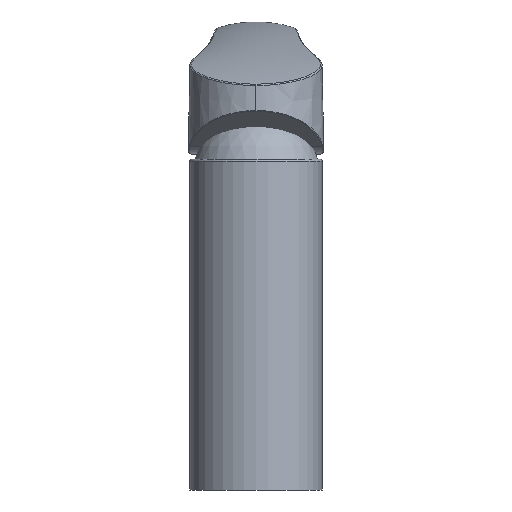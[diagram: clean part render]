
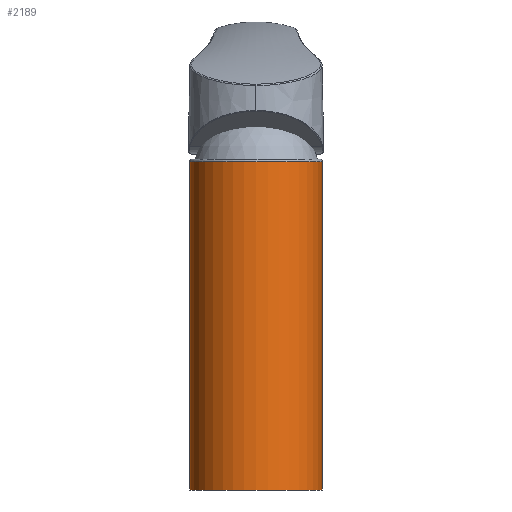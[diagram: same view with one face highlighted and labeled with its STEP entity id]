
A CAD part, left-side view. The second image highlights one B-rep face of the part: STEP entity #2189.
In plain terms, the highlighted cylindrical face has radius 25.5 mm (diameter 51 mm), a full revolution.
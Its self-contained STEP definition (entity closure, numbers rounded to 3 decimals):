
#69=CYLINDRICAL_SURFACE('',#2370,25.5);
#112=CIRCLE('',#2371,25.5);
#113=CIRCLE('',#2372,25.5);
#357=B_SPLINE_CURVE_WITH_KNOTS('',3,(#10344,#10345,#10346,#10347,#10348,
#10349,#10350),.UNSPECIFIED.,.F.,.F.,(4,1,1,1,4),(0.,0.006,
0.012,0.017,0.023),.UNSPECIFIED.);
#358=B_SPLINE_CURVE_WITH_KNOTS('',3,(#10353,#10354,#10355,#10356,#10357,
#10358,#10359,#10360,#10361,#10362,#10363,#10364,#10365,#10366,#10367,#10368,
#10369,#10370,#10371,#10372,#10373,#10374,#10375,#10376,#10377,#10378),
 .UNSPECIFIED.,.F.,.F.,(4,1,1,1,1,1,1,1,1,1,1,1,1,1,1,1,1,1,1,1,1,1,1,4),
(0.,0.005,0.01,0.015,0.02,
0.022,0.024,0.027,0.029,
0.034,0.037,0.039,0.042,
0.044,0.046,0.049,0.054,
0.056,0.059,0.061,0.064,
0.068,0.073,0.078),.UNSPECIFIED.);
#359=B_SPLINE_CURVE_WITH_KNOTS('',3,(#10380,#10381,#10382,#10383,#10384,
#10385,#10386),.UNSPECIFIED.,.F.,.F.,(4,1,1,1,4),(0.,0.006,
0.012,0.017,0.023),.UNSPECIFIED.);
#360=B_SPLINE_CURVE_WITH_KNOTS('',3,(#10388,#10389,#10390,#10391,#10392,
#10393,#10394,#10395,#10396,#10397,#10398),.UNSPECIFIED.,.F.,.F.,(4,1,1,
1,1,1,1,1,4),(0.,0.004,0.008,0.012,
0.016,0.02,0.025,0.029,
0.033),.UNSPECIFIED.);
#731=ORIENTED_EDGE('',*,*,#1257,.T.);
#732=ORIENTED_EDGE('',*,*,#1258,.T.);
#733=ORIENTED_EDGE('',*,*,#1259,.T.);
#734=ORIENTED_EDGE('',*,*,#1260,.T.);
#735=ORIENTED_EDGE('',*,*,#1261,.T.);
#736=ORIENTED_EDGE('',*,*,#1262,.F.);
#1257=EDGE_CURVE('',#1536,#1537,#357,.T.);
#1258=EDGE_CURVE('',#1537,#1538,#358,.T.);
#1259=EDGE_CURVE('',#1538,#1539,#359,.T.);
#1260=EDGE_CURVE('',#1539,#1536,#360,.T.);
#1261=EDGE_CURVE('',#1540,#1540,#112,.T.);
#1262=EDGE_CURVE('',#1541,#1541,#113,.T.);
#1536=VERTEX_POINT('',#10351);
#1537=VERTEX_POINT('',#10352);
#1538=VERTEX_POINT('',#10379);
#1539=VERTEX_POINT('',#10387);
#1540=VERTEX_POINT('',#10400);
#1541=VERTEX_POINT('',#10402);
#1832=EDGE_LOOP('',(#731,#732,#733,#734));
#1833=EDGE_LOOP('',(#735));
#1834=EDGE_LOOP('',(#736));
#2002=FACE_BOUND('',#1832,.T.);
#2003=FACE_BOUND('',#1833,.T.);
#2004=FACE_BOUND('',#1834,.T.);
#2189=ADVANCED_FACE('',(#2002,#2003,#2004),#69,.T.);
#2370=AXIS2_PLACEMENT_3D('',#10343,#2632,#2633);
#2371=AXIS2_PLACEMENT_3D('',#10399,#2634,#2635);
#2372=AXIS2_PLACEMENT_3D('',#10401,#2636,#2637);
#2632=DIRECTION('',(0.,0.,-1.));
#2633=DIRECTION('',(-1.,0.,0.));
#2634=DIRECTION('',(0.,0.,-1.));
#2635=DIRECTION('',(-1.,0.,0.));
#2636=DIRECTION('',(0.,0.,-1.));
#2637=DIRECTION('',(-1.,0.,0.));
#10343=CARTESIAN_POINT('',(0.,0.,55.05));
#10344=CARTESIAN_POINT('',(22.08,12.756,84.897));
#10345=CARTESIAN_POINT('',(21.472,13.808,83.368));
#10346=CARTESIAN_POINT('',(20.414,15.338,79.983));
#10347=CARTESIAN_POINT('',(19.123,16.897,74.524));
#10348=CARTESIAN_POINT('',(18.198,17.871,68.946));
#10349=CARTESIAN_POINT('',(17.895,18.166,65.074));
#10350=CARTESIAN_POINT('',(17.898,18.163,63.131));
#10351=CARTESIAN_POINT('',(22.08,12.756,84.897));
#10352=CARTESIAN_POINT('',(17.898,18.163,63.131));
#10353=CARTESIAN_POINT('',(17.898,18.163,63.131));
#10354=CARTESIAN_POINT('',(17.901,18.161,61.495));
#10355=CARTESIAN_POINT('',(17.871,18.19,58.217));
#10356=CARTESIAN_POINT('',(18.172,17.893,53.359));
#10357=CARTESIAN_POINT('',(18.926,17.109,48.516));
#10358=CARTESIAN_POINT('',(20.001,15.86,44.741));
#10359=CARTESIAN_POINT('',(21.104,14.34,42.005));
#10360=CARTESIAN_POINT('',(21.984,12.962,40.201));
#10361=CARTESIAN_POINT('',(22.899,11.279,38.605));
#10362=CARTESIAN_POINT('',(24.037,8.727,36.877));
#10363=CARTESIAN_POINT('',(24.941,5.72,35.719));
#10364=CARTESIAN_POINT('',(25.414,2.527,35.149));
#10365=CARTESIAN_POINT('',(25.54,0.032,35.));
#10366=CARTESIAN_POINT('',(25.425,-2.411,35.135));
#10367=CARTESIAN_POINT('',(25.073,-4.852,35.559));
#10368=CARTESIAN_POINT('',(24.517,-7.138,36.262));
#10369=CARTESIAN_POINT('',(23.535,-10.012,37.604));
#10370=CARTESIAN_POINT('',(22.322,-12.427,39.516));
#10371=CARTESIAN_POINT('',(21.12,-14.317,41.969));
#10372=CARTESIAN_POINT('',(20.3,-15.45,43.994));
#10373=CARTESIAN_POINT('',(19.582,-16.345,46.21));
#10374=CARTESIAN_POINT('',(18.815,-17.226,49.259));
#10375=CARTESIAN_POINT('',(18.178,-17.887,53.292));
#10376=CARTESIAN_POINT('',(17.871,-18.19,58.2));
#10377=CARTESIAN_POINT('',(17.901,-18.161,61.488));
#10378=CARTESIAN_POINT('',(17.898,-18.163,63.131));
#10379=CARTESIAN_POINT('',(17.898,-18.163,63.131));
#10380=CARTESIAN_POINT('',(17.898,-18.163,63.131));
#10381=CARTESIAN_POINT('',(17.895,-18.166,65.083));
#10382=CARTESIAN_POINT('',(18.194,-17.875,68.909));
#10383=CARTESIAN_POINT('',(19.125,-16.896,74.54));
#10384=CARTESIAN_POINT('',(20.418,-15.331,79.993));
#10385=CARTESIAN_POINT('',(21.468,-13.816,83.357));
#10386=CARTESIAN_POINT('',(22.08,-12.756,84.897));
#10387=CARTESIAN_POINT('',(22.08,-12.756,84.897));
#10388=CARTESIAN_POINT('',(22.08,-12.756,84.897));
#10389=CARTESIAN_POINT('',(22.507,-12.017,85.969));
#10390=CARTESIAN_POINT('',(23.328,-10.43,88.029));
#10391=CARTESIAN_POINT('',(24.427,-7.561,90.779));
#10392=CARTESIAN_POINT('',(25.268,-4.097,92.877));
#10393=CARTESIAN_POINT('',(25.616,-0.004,93.746));
#10394=CARTESIAN_POINT('',(25.269,4.088,92.881));
#10395=CARTESIAN_POINT('',(24.427,7.559,90.78));
#10396=CARTESIAN_POINT('',(23.331,10.423,88.037));
#10397=CARTESIAN_POINT('',(22.507,12.017,85.97));
#10398=CARTESIAN_POINT('',(22.08,12.756,84.897));
#10399=CARTESIAN_POINT('',(0.,0.,127.35));
#10400=CARTESIAN_POINT('',(-25.5,0.,127.35));
#10401=CARTESIAN_POINT('',(0.,0.,1.05));
#10402=CARTESIAN_POINT('',(-25.5,0.,1.05));
